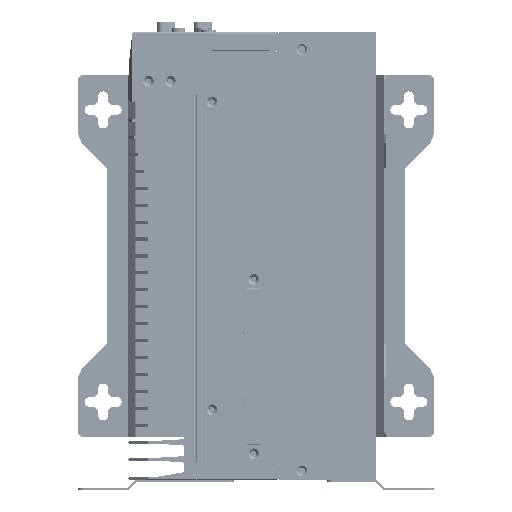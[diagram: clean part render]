
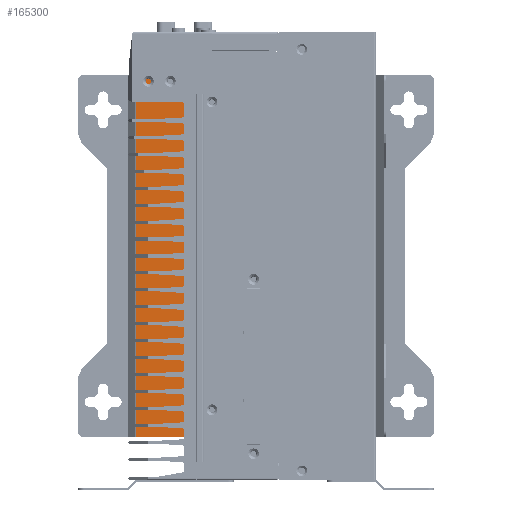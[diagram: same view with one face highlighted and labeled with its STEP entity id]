
A CAD part, left-side view. The second image highlights one B-rep face of the part: STEP entity #165300.
In plain terms, the highlighted planar face has unit normal (-1, 0, 0).
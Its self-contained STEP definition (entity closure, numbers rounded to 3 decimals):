
#2255 = ORIENTED_EDGE ( 'NONE', *, *, #247795, .F. ) ;
#2519 = DIRECTION ( 'NONE',  ( 0., 0., -1. ) ) ;
#6422 = CARTESIAN_POINT ( 'NONE',  ( 187., -4.75, -22.86 ) ) ;
#7141 = EDGE_CURVE ( 'NONE', #90594, #55904, #240559, .T. ) ;
#8139 = FACE_OUTER_BOUND ( 'NONE', #256823, .T. ) ;
#8199 = VERTEX_POINT ( 'NONE', #135549 ) ;
#8283 = EDGE_CURVE ( 'NONE', #138058, #32972, #174744, .T. ) ;
#13804 = CARTESIAN_POINT ( 'NONE',  ( 187., -7.75, -202.86 ) ) ;
#17339 = DIRECTION ( 'NONE',  ( 0., -1., 0. ) ) ;
#17403 = VERTEX_POINT ( 'NONE', #57680 ) ;
#21673 = VECTOR ( 'NONE', #2519, 1000. ) ;
#22527 = AXIS2_PLACEMENT_3D ( 'NONE', #99100, #238755, #44103 ) ;
#23446 = CARTESIAN_POINT ( 'NONE',  ( 187., -5., -185.86 ) ) ;
#23730 = VERTEX_POINT ( 'NONE', #235533 ) ;
#24126 = DIRECTION ( 'NONE',  ( 0., -1., 0. ) ) ;
#24775 = DIRECTION ( 'NONE',  ( 0., -1., 0. ) ) ;
#25019 = CARTESIAN_POINT ( 'NONE',  ( 187., -2.75, -185.86 ) ) ;
#32972 = VERTEX_POINT ( 'NONE', #140125 ) ;
#33287 = DIRECTION ( 'NONE',  ( 0., -1., 0. ) ) ;
#34342 = DIRECTION ( 'NONE',  ( 0., 1., 0. ) ) ;
#35012 = EDGE_CURVE ( 'NONE', #228600, #138058, #196729, .T. ) ;
#36005 = VERTEX_POINT ( 'NONE', #244308 ) ;
#39615 = CARTESIAN_POINT ( 'NONE',  ( 187., 42.25, -19.86 ) ) ;
#43581 = VECTOR ( 'NONE', #200124, 1000. ) ;
#44103 = DIRECTION ( 'NONE',  ( 0., -1., 0. ) ) ;
#55758 = CARTESIAN_POINT ( 'NONE',  ( 187., -2.75, -39.86 ) ) ;
#55904 = VERTEX_POINT ( 'NONE', #13804 ) ;
#56986 = AXIS2_PLACEMENT_3D ( 'NONE', #58580, #100378, #218277 ) ;
#57680 = CARTESIAN_POINT ( 'NONE',  ( 187., -0.5, -39.86 ) ) ;
#58580 = CARTESIAN_POINT ( 'NONE',  ( 187., -4.75, -202.86 ) ) ;
#60304 = CIRCLE ( 'NONE', #193756, 2.25 ) ;
#61191 = FACE_BOUND ( 'NONE', #213804, .T. ) ;
#61737 = ORIENTED_EDGE ( 'NONE', *, *, #105596, .T. ) ;
#72365 = CIRCLE ( 'NONE', #132964, 2.25 ) ;
#73156 = EDGE_CURVE ( 'NONE', #36005, #55904, #99785, .T. ) ;
#74375 = DIRECTION ( 'NONE',  ( 0., 1., 0. ) ) ;
#81231 = DIRECTION ( 'NONE',  ( 0., -1., 0. ) ) ;
#84000 = AXIS2_PLACEMENT_3D ( 'NONE', #55758, #254733, #17339 ) ;
#90594 = VERTEX_POINT ( 'NONE', #252118 ) ;
#90945 = ORIENTED_EDGE ( 'NONE', *, *, #7141, .T. ) ;
#92192 = ORIENTED_EDGE ( 'NONE', *, *, #255220, .F. ) ;
#99100 = CARTESIAN_POINT ( 'NONE',  ( 187., -7.75, -19.86 ) ) ;
#99785 = LINE ( 'NONE', #101983, #21673 ) ;
#100378 = DIRECTION ( 'NONE',  ( -1., 0., 0. ) ) ;
#101983 = CARTESIAN_POINT ( 'NONE',  ( 187., -7.75, -19.86 ) ) ;
#102985 = AXIS2_PLACEMENT_3D ( 'NONE', #6422, #206243, #24775 ) ;
#105596 = EDGE_CURVE ( 'NONE', #36005, #228600, #143521, .T. ) ;
#123549 = DIRECTION ( 'NONE',  ( -1., 0., 0. ) ) ;
#127693 = EDGE_CURVE ( 'NONE', #164635, #23730, #253824, .T. ) ;
#132964 = AXIS2_PLACEMENT_3D ( 'NONE', #174574, #193808, #33287 ) ;
#135549 = CARTESIAN_POINT ( 'NONE',  ( 187., -5., -39.86 ) ) ;
#136461 = ORIENTED_EDGE ( 'NONE', *, *, #213185, .F. ) ;
#138058 = VERTEX_POINT ( 'NONE', #139916 ) ;
#139916 = CARTESIAN_POINT ( 'NONE',  ( 187., 42.25, -19.86 ) ) ;
#140125 = CARTESIAN_POINT ( 'NONE',  ( 187., 42.25, -205.86 ) ) ;
#141361 = AXIS2_PLACEMENT_3D ( 'NONE', #199073, #201614, #81231 ) ;
#143521 = CIRCLE ( 'NONE', #102985, 3. ) ;
#156865 = ORIENTED_EDGE ( 'NONE', *, *, #35012, .T. ) ;
#164635 = VERTEX_POINT ( 'NONE', #23446 ) ;
#165300 = ADVANCED_FACE ( 'NONE', ( #61191, #223470, #8139 ), #198630, .T. ) ;
#169378 = LINE ( 'NONE', #231504, #184864 ) ;
#174574 = CARTESIAN_POINT ( 'NONE',  ( 187., -2.75, -39.86 ) ) ;
#174744 = LINE ( 'NONE', #39615, #43581 ) ;
#184864 = VECTOR ( 'NONE', #74375, 1000. ) ;
#186845 = CARTESIAN_POINT ( 'NONE',  ( 187., -4.75, -19.86 ) ) ;
#187149 = ORIENTED_EDGE ( 'NONE', *, *, #127693, .F. ) ;
#193756 = AXIS2_PLACEMENT_3D ( 'NONE', #25019, #123549, #24126 ) ;
#193808 = DIRECTION ( 'NONE',  ( -1., 0., 0. ) ) ;
#195801 = ORIENTED_EDGE ( 'NONE', *, *, #234798, .F. ) ;
#196729 = LINE ( 'NONE', #230790, #224792 ) ;
#198630 = PLANE ( 'NONE',  #22527 ) ;
#199073 = CARTESIAN_POINT ( 'NONE',  ( 187., -2.75, -185.86 ) ) ;
#200124 = DIRECTION ( 'NONE',  ( 0., 0., -1. ) ) ;
#201614 = DIRECTION ( 'NONE',  ( -1., 0., 0. ) ) ;
#206243 = DIRECTION ( 'NONE',  ( -1., 0., 0. ) ) ;
#213185 = EDGE_CURVE ( 'NONE', #8199, #17403, #233179, .T. ) ;
#213804 = EDGE_LOOP ( 'NONE', ( #136461, #92192 ) ) ;
#218277 = DIRECTION ( 'NONE',  ( 0., -1., 0. ) ) ;
#223470 = FACE_BOUND ( 'NONE', #249628, .T. ) ;
#224792 = VECTOR ( 'NONE', #34342, 1000. ) ;
#228600 = VERTEX_POINT ( 'NONE', #186845 ) ;
#230790 = CARTESIAN_POINT ( 'NONE',  ( 187., -7.75, -19.86 ) ) ;
#231504 = CARTESIAN_POINT ( 'NONE',  ( 187., -7.75, -205.86 ) ) ;
#233179 = CIRCLE ( 'NONE', #84000, 2.25 ) ;
#234593 = ORIENTED_EDGE ( 'NONE', *, *, #8283, .T. ) ;
#234798 = EDGE_CURVE ( 'NONE', #23730, #164635, #60304, .T. ) ;
#235533 = CARTESIAN_POINT ( 'NONE',  ( 187., -0.5, -185.86 ) ) ;
#238755 = DIRECTION ( 'NONE',  ( -1., 0., 0. ) ) ;
#240559 = CIRCLE ( 'NONE', #56986, 3. ) ;
#244308 = CARTESIAN_POINT ( 'NONE',  ( 187., -7.75, -22.86 ) ) ;
#245939 = ORIENTED_EDGE ( 'NONE', *, *, #73156, .F. ) ;
#247795 = EDGE_CURVE ( 'NONE', #90594, #32972, #169378, .T. ) ;
#249628 = EDGE_LOOP ( 'NONE', ( #187149, #195801 ) ) ;
#252118 = CARTESIAN_POINT ( 'NONE',  ( 187., -4.75, -205.86 ) ) ;
#253824 = CIRCLE ( 'NONE', #141361, 2.25 ) ;
#254733 = DIRECTION ( 'NONE',  ( -1., 0., 0. ) ) ;
#255220 = EDGE_CURVE ( 'NONE', #17403, #8199, #72365, .T. ) ;
#256823 = EDGE_LOOP ( 'NONE', ( #2255, #90945, #245939, #61737, #156865, #234593 ) ) ;
